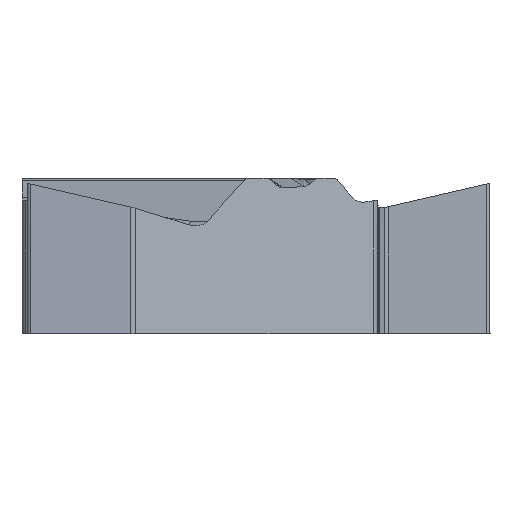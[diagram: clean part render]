
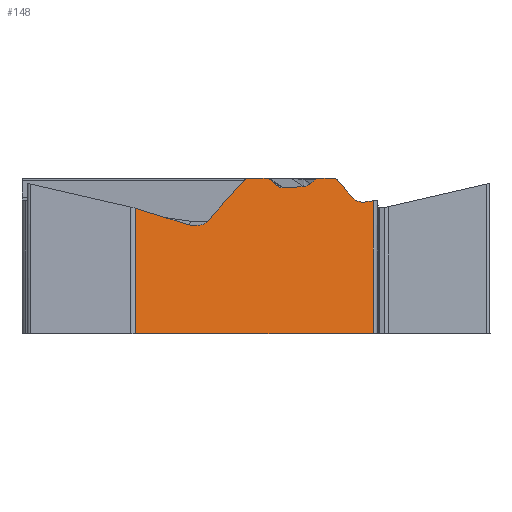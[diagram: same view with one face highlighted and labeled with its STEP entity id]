
A CAD part, front view. The second image highlights one B-rep face of the part: STEP entity #148.
In plain terms, the highlighted planar face has unit normal (0.5, -0.866, 0).
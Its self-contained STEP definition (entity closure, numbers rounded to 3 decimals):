
#148=ADVANCED_FACE('',(#280),#222,.F.);
#222=PLANE('',#1945);
#280=FACE_OUTER_BOUND('',#383,.T.);
#383=EDGE_LOOP('',(#760,#761,#762,#763,#764,#765,#766,#767,#768,#769,#770,
#771,#772,#773,#774,#775,#776,#777,#778,#779,#780,#781));
#467=CIRCLE('',#1944,0.15);
#515=ELLIPSE('',#1938,0.4,0.33);
#516=ELLIPSE('',#1939,0.17,0.15);
#517=ELLIPSE('',#1940,0.15,0.15);
#518=ELLIPSE('',#1941,0.167,0.15);
#519=ELLIPSE('',#1942,0.177,0.15);
#520=ELLIPSE('',#1943,0.389,0.33);
#760=ORIENTED_EDGE('',*,*,#1371,.T.);
#761=ORIENTED_EDGE('',*,*,#1372,.T.);
#762=ORIENTED_EDGE('',*,*,#1373,.T.);
#763=ORIENTED_EDGE('',*,*,#1374,.F.);
#764=ORIENTED_EDGE('',*,*,#1375,.T.);
#765=ORIENTED_EDGE('',*,*,#1376,.F.);
#766=ORIENTED_EDGE('',*,*,#1377,.F.);
#767=ORIENTED_EDGE('',*,*,#1358,.F.);
#768=ORIENTED_EDGE('',*,*,#1378,.F.);
#769=ORIENTED_EDGE('',*,*,#1379,.F.);
#770=ORIENTED_EDGE('',*,*,#1380,.F.);
#771=ORIENTED_EDGE('',*,*,#1381,.F.);
#772=ORIENTED_EDGE('',*,*,#1382,.F.);
#773=ORIENTED_EDGE('',*,*,#1383,.F.);
#774=ORIENTED_EDGE('',*,*,#1384,.F.);
#775=ORIENTED_EDGE('',*,*,#1352,.F.);
#776=ORIENTED_EDGE('',*,*,#1385,.F.);
#777=ORIENTED_EDGE('',*,*,#1386,.F.);
#778=ORIENTED_EDGE('',*,*,#1387,.T.);
#779=ORIENTED_EDGE('',*,*,#1388,.T.);
#780=ORIENTED_EDGE('',*,*,#1389,.T.);
#781=ORIENTED_EDGE('',*,*,#1390,.F.);
#1152=VERTEX_POINT('',#3336);
#1153=VERTEX_POINT('',#3338);
#1158=VERTEX_POINT('',#3390);
#1159=VERTEX_POINT('',#3392);
#1164=VERTEX_POINT('',#3578);
#1165=VERTEX_POINT('',#3579);
#1166=VERTEX_POINT('',#3581);
#1167=VERTEX_POINT('',#3583);
#1168=VERTEX_POINT('',#3585);
#1169=VERTEX_POINT('',#3587);
#1170=VERTEX_POINT('',#3589);
#1171=VERTEX_POINT('',#3592);
#1172=VERTEX_POINT('',#3594);
#1173=VERTEX_POINT('',#3608);
#1174=VERTEX_POINT('',#3610);
#1175=VERTEX_POINT('',#3624);
#1176=VERTEX_POINT('',#3626);
#1177=VERTEX_POINT('',#3629);
#1178=VERTEX_POINT('',#3631);
#1179=VERTEX_POINT('',#3633);
#1180=VERTEX_POINT('',#3635);
#1181=VERTEX_POINT('',#3637);
#1352=EDGE_CURVE('',#1152,#1153,#1569,.T.);
#1358=EDGE_CURVE('',#1158,#1159,#1573,.T.);
#1371=EDGE_CURVE('',#1164,#1165,#1578,.T.);
#1372=EDGE_CURVE('',#1165,#1166,#1579,.T.);
#1373=EDGE_CURVE('',#1166,#1167,#1580,.T.);
#1374=EDGE_CURVE('',#1168,#1167,#1581,.T.);
#1375=EDGE_CURVE('',#1168,#1169,#515,.T.);
#1376=EDGE_CURVE('',#1170,#1169,#1582,.T.);
#1377=EDGE_CURVE('',#1159,#1170,#516,.T.);
#1378=EDGE_CURVE('',#1171,#1158,#517,.T.);
#1379=EDGE_CURVE('',#1172,#1171,#1583,.T.);
#1380=EDGE_CURVE('',#1173,#1172,#1833,.T.);
#1381=EDGE_CURVE('',#1174,#1173,#1584,.T.);
#1382=EDGE_CURVE('',#1175,#1174,#1834,.T.);
#1383=EDGE_CURVE('',#1176,#1175,#1585,.T.);
#1384=EDGE_CURVE('',#1153,#1176,#518,.T.);
#1385=EDGE_CURVE('',#1177,#1152,#519,.T.);
#1386=EDGE_CURVE('',#1178,#1177,#1586,.T.);
#1387=EDGE_CURVE('',#1178,#1179,#520,.T.);
#1388=EDGE_CURVE('',#1179,#1180,#1587,.T.);
#1389=EDGE_CURVE('',#1180,#1181,#467,.T.);
#1390=EDGE_CURVE('',#1164,#1181,#1588,.T.);
#1569=LINE('',#3337,#1724);
#1573=LINE('',#3391,#1728);
#1578=LINE('',#3577,#1734);
#1579=LINE('',#3580,#1735);
#1580=LINE('',#3582,#1736);
#1581=LINE('',#3584,#1737);
#1582=LINE('',#3588,#1738);
#1583=LINE('',#3593,#1739);
#1584=LINE('',#3609,#1740);
#1585=LINE('',#3625,#1741);
#1586=LINE('',#3630,#1742);
#1587=LINE('',#3634,#1743);
#1588=LINE('',#3638,#1744);
#1724=VECTOR('',#2256,1.);
#1728=VECTOR('',#2260,1.);
#1734=VECTOR('',#2282,1.);
#1735=VECTOR('',#2283,1.);
#1736=VECTOR('',#2284,1.);
#1737=VECTOR('',#2285,1.);
#1738=VECTOR('',#2288,1.);
#1739=VECTOR('',#2293,1.);
#1740=VECTOR('',#2294,1.);
#1741=VECTOR('',#2295,1.);
#1742=VECTOR('',#2300,1.);
#1743=VECTOR('',#2303,1.);
#1744=VECTOR('',#2306,1.);
#1833=B_SPLINE_CURVE_WITH_KNOTS('',3,(#3595,#3596,#3597,#3598,#3599,#3600,
#3601,#3602,#3603,#3604,#3605,#3606,#3607),.UNSPECIFIED.,.F.,.F.,(4,3,3,
3,4),(0.,0.249,0.498,0.746,1.),
 .UNSPECIFIED.);
#1834=B_SPLINE_CURVE_WITH_KNOTS('',3,(#3611,#3612,#3613,#3614,#3615,#3616,
#3617,#3618,#3619,#3620,#3621,#3622,#3623),.UNSPECIFIED.,.F.,.F.,(4,3,3,
3,4),(0.,0.234,0.468,0.701,1.),
 .UNSPECIFIED.);
#1938=AXIS2_PLACEMENT_3D('',#3586,#2286,#2287);
#1939=AXIS2_PLACEMENT_3D('',#3590,#2289,#2290);
#1940=AXIS2_PLACEMENT_3D('',#3591,#2291,#2292);
#1941=AXIS2_PLACEMENT_3D('',#3627,#2296,#2297);
#1942=AXIS2_PLACEMENT_3D('',#3628,#2298,#2299);
#1943=AXIS2_PLACEMENT_3D('',#3632,#2301,#2302);
#1944=AXIS2_PLACEMENT_3D('',#3636,#2304,#2305);
#1945=AXIS2_PLACEMENT_3D('',#3639,#2307,#2308);
#2256=DIRECTION('',(0.866,0.5,0.));
#2260=DIRECTION('',(0.866,0.5,0.));
#2282=DIRECTION('',(0.,0.,-1.));
#2283=DIRECTION('',(0.866,0.5,0.));
#2284=DIRECTION('',(0.,0.,1.));
#2285=DIRECTION('',(0.858,0.496,0.133));
#2286=DIRECTION('',(-0.5,0.866,0.));
#2287=DIRECTION('',(-0.847,-0.489,0.206));
#2288=DIRECTION('',(0.61,0.352,-0.71));
#2289=DIRECTION('',(-0.5,0.866,0.));
#2290=DIRECTION('',(-0.866,-0.5,0.));
#2291=DIRECTION('',(-0.5,0.866,0.));
#2292=DIRECTION('',(0.866,0.5,0.));
#2293=DIRECTION('',(0.658,0.38,0.651));
#2294=DIRECTION('',(0.865,0.5,0.043));
#2295=DIRECTION('',(0.686,0.396,-0.611));
#2296=DIRECTION('',(-0.5,0.866,0.));
#2297=DIRECTION('',(-0.866,-0.5,0.));
#2298=DIRECTION('',(-0.5,0.866,0.));
#2299=DIRECTION('',(-0.866,-0.5,0.));
#2300=DIRECTION('',(0.623,0.359,0.695));
#2301=DIRECTION('',(-0.5,0.866,0.));
#2302=DIRECTION('',(-0.866,-0.5,0.));
#2303=DIRECTION('',(-0.866,-0.5,0.));
#2304=DIRECTION('',(-0.5,0.866,0.));
#2305=DIRECTION('',(0.,0.,-1.));
#2306=DIRECTION('',(0.837,0.483,-0.259));
#2307=DIRECTION('',(-0.5,0.866,0.));
#2308=DIRECTION('',(0.,0.,-1.));
#3336=CARTESIAN_POINT('',(1.352,-4.719,0.22));
#3337=CARTESIAN_POINT('',(5.129,-2.538,0.22));
#3338=CARTESIAN_POINT('',(1.861,-4.425,0.22));
#3390=CARTESIAN_POINT('',(3.222,-3.639,0.22));
#3391=CARTESIAN_POINT('',(-0.367,-5.711,0.22));
#3392=CARTESIAN_POINT('',(3.653,-3.39,0.22));
#3577=CARTESIAN_POINT('',(-1.696,-6.479,-5.47));
#3578=CARTESIAN_POINT('',(-1.696,-6.479,-0.588));
#3579=CARTESIAN_POINT('',(-1.696,-6.479,-3.97));
#3580=CARTESIAN_POINT('',(-0.367,-5.711,-3.97));
#3581=CARTESIAN_POINT('',(4.729,-2.769,-3.97));
#3582=CARTESIAN_POINT('',(4.729,-2.769,3.22));
#3583=CARTESIAN_POINT('',(4.729,-2.769,-0.381));
#3584=CARTESIAN_POINT('',(-0.224,-5.629,-1.147));
#3585=CARTESIAN_POINT('',(4.495,-2.904,-0.417));
#3586=CARTESIAN_POINT('',(4.415,-2.95,-0.088));
#3587=CARTESIAN_POINT('',(4.157,-3.099,-0.289));
#3588=CARTESIAN_POINT('',(1.751,-4.488,2.508));
#3589=CARTESIAN_POINT('',(3.763,-3.327,0.169));
#3590=CARTESIAN_POINT('',(3.653,-3.39,0.07));
#3591=CARTESIAN_POINT('',(3.222,-3.639,0.07));
#3592=CARTESIAN_POINT('',(3.137,-3.688,0.184));
#3593=CARTESIAN_POINT('',(1.072,-4.88,-1.859));
#3594=CARTESIAN_POINT('',(3.029,-3.75,0.077));
#3595=CARTESIAN_POINT('',(2.857,-3.85,-0.002));
#3596=CARTESIAN_POINT('',(2.873,-3.841,-0.001));
#3597=CARTESIAN_POINT('',(2.888,-3.832,0.002));
#3598=CARTESIAN_POINT('',(2.904,-3.823,0.005));
#3599=CARTESIAN_POINT('',(2.919,-3.814,0.009));
#3600=CARTESIAN_POINT('',(2.934,-3.805,0.014));
#3601=CARTESIAN_POINT('',(2.949,-3.797,0.021));
#3602=CARTESIAN_POINT('',(2.963,-3.789,0.028));
#3603=CARTESIAN_POINT('',(2.977,-3.78,0.036));
#3604=CARTESIAN_POINT('',(2.99,-3.773,0.045));
#3605=CARTESIAN_POINT('',(3.004,-3.765,0.054));
#3606=CARTESIAN_POINT('',(3.017,-3.757,0.065));
#3607=CARTESIAN_POINT('',(3.029,-3.75,0.077));
#3608=CARTESIAN_POINT('',(2.857,-3.85,-0.002));
#3609=CARTESIAN_POINT('',(-0.358,-5.706,-0.16));
#3610=CARTESIAN_POINT('',(2.296,-4.173,-0.029));
#3611=CARTESIAN_POINT('',(2.124,-4.273,0.033));
#3612=CARTESIAN_POINT('',(2.136,-4.266,0.022));
#3613=CARTESIAN_POINT('',(2.148,-4.259,0.013));
#3614=CARTESIAN_POINT('',(2.161,-4.252,0.006));
#3615=CARTESIAN_POINT('',(2.173,-4.245,-0.002));
#3616=CARTESIAN_POINT('',(2.186,-4.237,-0.009));
#3617=CARTESIAN_POINT('',(2.2,-4.229,-0.014));
#3618=CARTESIAN_POINT('',(2.214,-4.221,-0.019));
#3619=CARTESIAN_POINT('',(2.228,-4.213,-0.023));
#3620=CARTESIAN_POINT('',(2.242,-4.205,-0.026));
#3621=CARTESIAN_POINT('',(2.26,-4.195,-0.029));
#3622=CARTESIAN_POINT('',(2.278,-4.184,-0.03));
#3623=CARTESIAN_POINT('',(2.296,-4.173,-0.029));
#3624=CARTESIAN_POINT('',(2.124,-4.273,0.033));
#3625=CARTESIAN_POINT('',(3.988,-3.197,-1.628));
#3626=CARTESIAN_POINT('',(1.954,-4.371,0.184));
#3627=CARTESIAN_POINT('',(1.861,-4.425,0.07));
#3628=CARTESIAN_POINT('',(1.352,-4.719,0.07));
#3629=CARTESIAN_POINT('',(1.236,-4.785,0.169));
#3630=CARTESIAN_POINT('',(3.21,-3.646,2.372));
#3631=CARTESIAN_POINT('',(0.245,-5.358,-0.938));
#3632=CARTESIAN_POINT('',(-0.008,-5.504,-0.72));
#3633=CARTESIAN_POINT('',(-0.008,-5.504,-1.05));
#3634=CARTESIAN_POINT('',(5.129,-2.538,-1.05));
#3635=CARTESIAN_POINT('',(-0.185,-5.606,-1.05));
#3636=CARTESIAN_POINT('',(-0.185,-5.606,-0.9));
#3637=CARTESIAN_POINT('',(-0.218,-5.625,-1.045));
#3638=CARTESIAN_POINT('',(4.527,-2.885,-2.513));
#3639=CARTESIAN_POINT('',(-0.367,-5.711,0.08));
